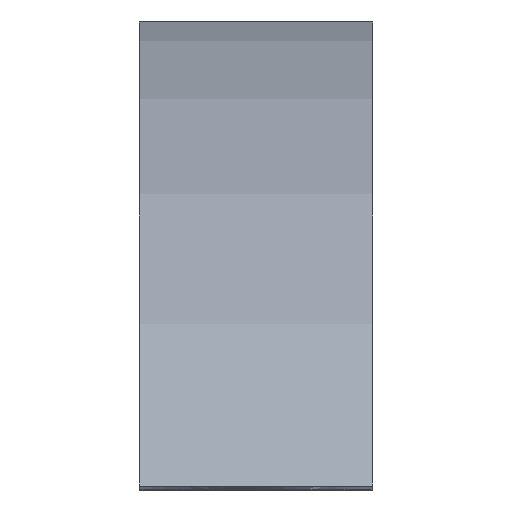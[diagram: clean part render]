
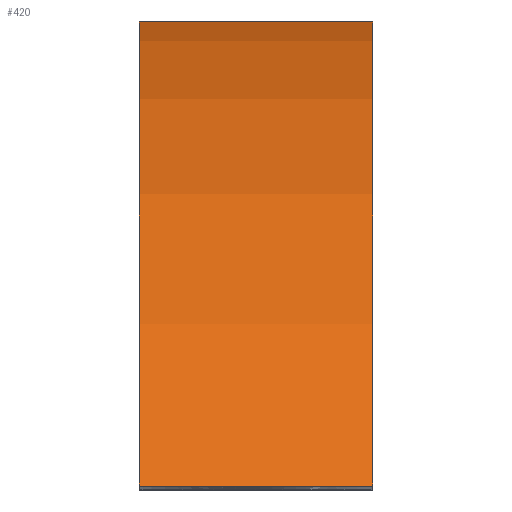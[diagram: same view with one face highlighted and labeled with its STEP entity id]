
A CAD part, top view. The second image highlights one B-rep face of the part: STEP entity #420.
In plain terms, the highlighted cylindrical face has radius 105 mm (diameter 210 mm), a partial arc.
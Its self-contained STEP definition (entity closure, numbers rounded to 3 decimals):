
#10=CARTESIAN_POINT('',(0.,-75.,0.));
#20=DIRECTION('',(-1.,-0.,-0.));
#30=DIRECTION('',(-0.,1.,0.));
#40=AXIS2_PLACEMENT_3D('',#10,#20,#30);
#50=CYLINDRICAL_SURFACE('',#40,105.);
#60=CARTESIAN_POINT('',(0.,0.,-73.485));
#70=DIRECTION('',(-1.,-0.,-0.));
#80=VECTOR('',#70,1.);
#90=LINE('',#60,#80);
#100=CARTESIAN_POINT('',(7.5,0.,-73.485));
#110=VERTEX_POINT('',#100);
#120=CARTESIAN_POINT('',(-7.5,-0.,-73.485));
#130=VERTEX_POINT('',#120);
#140=EDGE_CURVE('',#110,#130,#90,.T.);
#150=ORIENTED_EDGE('',*,*,#140,.T.);
#160=CARTESIAN_POINT('',(7.5,-75.,0.));
#170=DIRECTION('',(1.,0.,0.));
#180=DIRECTION('',(0.,1.,0.));
#190=AXIS2_PLACEMENT_3D('',#160,#170,#180);
#200=CIRCLE('',#190,105.);
#210=CARTESIAN_POINT('',(7.5,0.,73.485));
#220=VERTEX_POINT('',#210);
#230=EDGE_CURVE('',#110,#220,#200,.T.);
#240=ORIENTED_EDGE('',*,*,#230,.F.);
#250=CARTESIAN_POINT('',(0.,0.,73.485));
#260=DIRECTION('',(-1.,-0.,-0.));
#270=VECTOR('',#260,1.);
#280=LINE('',#250,#270);
#290=CARTESIAN_POINT('',(-7.5,0.,73.485));
#300=VERTEX_POINT('',#290);
#310=EDGE_CURVE('',#220,#300,#280,.T.);
#320=ORIENTED_EDGE('',*,*,#310,.F.);
#330=CARTESIAN_POINT('',(-7.5,-75.,0.));
#340=DIRECTION('',(1.,0.,0.));
#350=DIRECTION('',(0.,1.,0.));
#360=AXIS2_PLACEMENT_3D('',#330,#340,#350);
#370=CIRCLE('',#360,105.);
#380=EDGE_CURVE('',#130,#300,#370,.T.);
#390=ORIENTED_EDGE('',*,*,#380,.T.);
#400=EDGE_LOOP('',(#390,#320,#240,#150));
#410=FACE_OUTER_BOUND('',#400,.T.);
#420=ADVANCED_FACE('',(#410),#50,.T.);
